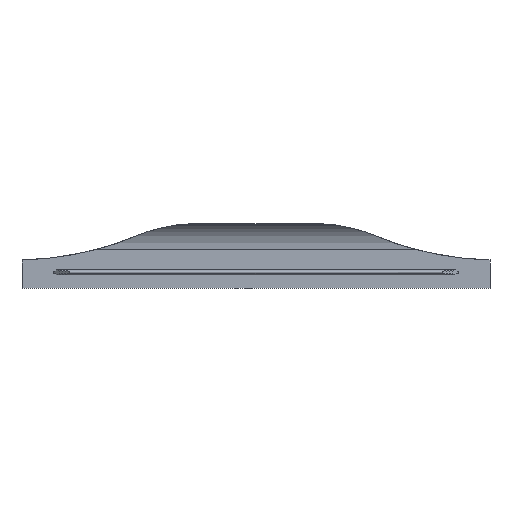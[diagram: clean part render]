
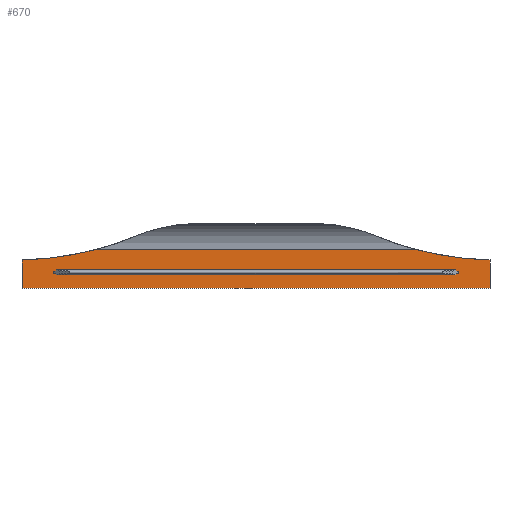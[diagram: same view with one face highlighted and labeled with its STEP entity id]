
A CAD part, front view. The second image highlights one B-rep face of the part: STEP entity #670.
In plain terms, the highlighted planar face has unit normal (0, -1, 0).
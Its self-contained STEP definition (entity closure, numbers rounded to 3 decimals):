
#63 = VECTOR ( 'NONE', #1200, 1000. ) ;
#103 = CARTESIAN_POINT ( 'NONE',  ( -128., 10., -0.7 ) ) ;
#188 = CARTESIAN_POINT ( 'NONE',  ( 148., 10., 7.75 ) ) ;
#249 = VECTOR ( 'NONE', #1287, 1000. ) ;
#281 = EDGE_LOOP ( 'NONE', ( #1745, #705, #1091, #853, #1683, #1088 ) ) ;
#295 = CARTESIAN_POINT ( 'NONE',  ( 100.381, 10., 14.55 ) ) ;
#307 = EDGE_CURVE ( 'NONE', #1084, #1814, #1792, .T. ) ;
#327 = ORIENTED_EDGE ( 'NONE', *, *, #1345, .F. ) ;
#369 = LINE ( 'NONE', #1548, #1004 ) ;
#425 = CARTESIAN_POINT ( 'NONE',  ( 128., 10., -0.7 ) ) ;
#455 = CIRCLE ( 'NONE', #513, 200. ) ;
#471 = CARTESIAN_POINT ( 'NONE',  ( 148., 10., -10.25 ) ) ;
#513 = AXIS2_PLACEMENT_3D ( 'NONE', #1723, #972, #1378 ) ;
#529 = CARTESIAN_POINT ( 'NONE',  ( 152.259, 10., 207.705 ) ) ;
#539 = DIRECTION ( 'NONE',  ( 0., 0., -1. ) ) ;
#586 = VERTEX_POINT ( 'NONE', #103 ) ;
#619 = CARTESIAN_POINT ( 'NONE',  ( 148., 10., -0.7 ) ) ;
#626 = EDGE_CURVE ( 'NONE', #796, #586, #1749, .T. ) ;
#627 = CARTESIAN_POINT ( 'NONE',  ( -100.381, 10., 14.55 ) ) ;
#655 = DIRECTION ( 'NONE',  ( 0., -1., 0. ) ) ;
#670 = ADVANCED_FACE ( 'NONE', ( #994, #1593 ), #1411, .F. ) ;
#705 = ORIENTED_EDGE ( 'NONE', *, *, #1076, .T. ) ;
#734 = EDGE_CURVE ( 'NONE', #1771, #1814, #1326, .T. ) ;
#749 = CARTESIAN_POINT ( 'NONE',  ( 148., 10., 14.55 ) ) ;
#768 = LINE ( 'NONE', #749, #1637 ) ;
#786 = EDGE_CURVE ( 'NONE', #1561, #1522, #1915, .T. ) ;
#794 = VECTOR ( 'NONE', #1203, 1000. ) ;
#796 = VERTEX_POINT ( 'NONE', #1317 ) ;
#798 = LINE ( 'NONE', #1385, #1566 ) ;
#815 = DIRECTION ( 'NONE',  ( 0., 1., 0. ) ) ;
#849 = CARTESIAN_POINT ( 'NONE',  ( 148., 10., -10.25 ) ) ;
#853 = ORIENTED_EDGE ( 'NONE', *, *, #734, .F. ) ;
#880 = DIRECTION ( 'NONE',  ( -1., 0., 0. ) ) ;
#894 = DIRECTION ( 'NONE',  ( -1., 0., 0. ) ) ;
#902 = ORIENTED_EDGE ( 'NONE', *, *, #786, .T. ) ;
#909 = EDGE_LOOP ( 'NONE', ( #327, #902, #1787, #1813 ) ) ;
#960 = EDGE_CURVE ( 'NONE', #1522, #586, #1055, .T. ) ;
#971 = VERTEX_POINT ( 'NONE', #188 ) ;
#972 = DIRECTION ( 'NONE',  ( 0., 1., 0. ) ) ;
#994 = FACE_BOUND ( 'NONE', #909, .T. ) ;
#1004 = VECTOR ( 'NONE', #539, 1000. ) ;
#1055 = LINE ( 'NONE', #619, #794 ) ;
#1064 = CIRCLE ( 'NONE', #1323, 200. ) ;
#1076 = EDGE_CURVE ( 'NONE', #1312, #1084, #455, .T. ) ;
#1080 = DIRECTION ( 'NONE',  ( -1., 0., 0. ) ) ;
#1082 = CARTESIAN_POINT ( 'NONE',  ( -148., 10., 7.75 ) ) ;
#1084 = VERTEX_POINT ( 'NONE', #1082 ) ;
#1085 = CARTESIAN_POINT ( 'NONE',  ( -148., 10., -10.25 ) ) ;
#1088 = ORIENTED_EDGE ( 'NONE', *, *, #1361, .F. ) ;
#1091 = ORIENTED_EDGE ( 'NONE', *, *, #307, .T. ) ;
#1141 = DIRECTION ( 'NONE',  ( 0., 0., 1. ) ) ;
#1151 = VERTEX_POINT ( 'NONE', #295 ) ;
#1200 = DIRECTION ( 'NONE',  ( 0., 0., -1. ) ) ;
#1203 = DIRECTION ( 'NONE',  ( -1., 0., 0. ) ) ;
#1236 = DIRECTION ( 'NONE',  ( 0., 0., 1. ) ) ;
#1253 = EDGE_CURVE ( 'NONE', #1151, #1312, #768, .T. ) ;
#1262 = VECTOR ( 'NONE', #1334, 1000. ) ;
#1287 = DIRECTION ( 'NONE',  ( 0., 0., -1. ) ) ;
#1300 = AXIS2_PLACEMENT_3D ( 'NONE', #1869, #815, #1141 ) ;
#1312 = VERTEX_POINT ( 'NONE', #627 ) ;
#1317 = CARTESIAN_POINT ( 'NONE',  ( -128., 10., 0.7 ) ) ;
#1321 = CARTESIAN_POINT ( 'NONE',  ( -148., 10., 0.7 ) ) ;
#1323 = AXIS2_PLACEMENT_3D ( 'NONE', #529, #655, #1236 ) ;
#1326 = LINE ( 'NONE', #849, #1544 ) ;
#1334 = DIRECTION ( 'NONE',  ( 0., 0., -1. ) ) ;
#1345 = EDGE_CURVE ( 'NONE', #1561, #796, #798, .T. ) ;
#1361 = EDGE_CURVE ( 'NONE', #1151, #971, #1064, .T. ) ;
#1378 = DIRECTION ( 'NONE',  ( 0., 0., 1. ) ) ;
#1385 = CARTESIAN_POINT ( 'NONE',  ( 148., 10., 0.7 ) ) ;
#1411 = PLANE ( 'NONE',  #1300 ) ;
#1475 = EDGE_CURVE ( 'NONE', #971, #1771, #369, .T. ) ;
#1522 = VERTEX_POINT ( 'NONE', #425 ) ;
#1544 = VECTOR ( 'NONE', #880, 1000. ) ;
#1548 = CARTESIAN_POINT ( 'NONE',  ( 148., 10., -0.7 ) ) ;
#1561 = VERTEX_POINT ( 'NONE', #1753 ) ;
#1566 = VECTOR ( 'NONE', #1080, 1000. ) ;
#1593 = FACE_OUTER_BOUND ( 'NONE', #281, .T. ) ;
#1637 = VECTOR ( 'NONE', #894, 1000. ) ;
#1683 = ORIENTED_EDGE ( 'NONE', *, *, #1475, .F. ) ;
#1723 = CARTESIAN_POINT ( 'NONE',  ( -152.259, 10., 207.705 ) ) ;
#1745 = ORIENTED_EDGE ( 'NONE', *, *, #1253, .T. ) ;
#1749 = LINE ( 'NONE', #1858, #249 ) ;
#1753 = CARTESIAN_POINT ( 'NONE',  ( 128., 10., 0.7 ) ) ;
#1771 = VERTEX_POINT ( 'NONE', #471 ) ;
#1772 = CARTESIAN_POINT ( 'NONE',  ( 128., 10., 5. ) ) ;
#1787 = ORIENTED_EDGE ( 'NONE', *, *, #960, .T. ) ;
#1792 = LINE ( 'NONE', #1321, #63 ) ;
#1813 = ORIENTED_EDGE ( 'NONE', *, *, #626, .F. ) ;
#1814 = VERTEX_POINT ( 'NONE', #1085 ) ;
#1858 = CARTESIAN_POINT ( 'NONE',  ( -128., 10., 5. ) ) ;
#1869 = CARTESIAN_POINT ( 'NONE',  ( 148., 10., -0.7 ) ) ;
#1915 = LINE ( 'NONE', #1772, #1262 ) ;
